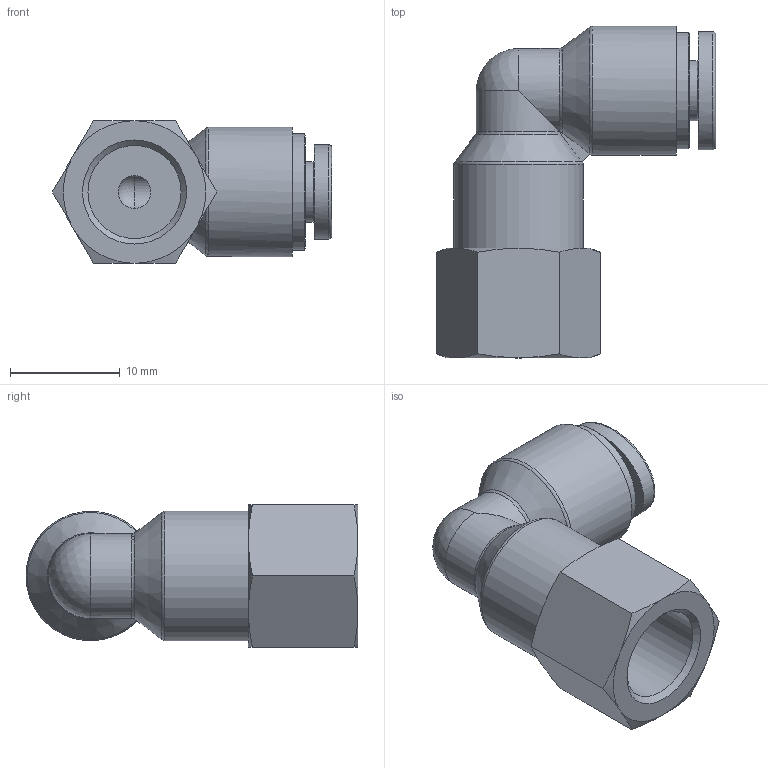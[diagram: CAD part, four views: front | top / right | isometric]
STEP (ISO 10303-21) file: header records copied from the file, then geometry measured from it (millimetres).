
FILE_DESCRIPTION((''),'2;1');
FILE_NAME('CR-PLF 04G01.stp','2020-08-25T13:38:56',('user'),(''),'Autodesk Inventor 2013','Autodesk Inventor 2013','');
FILE_SCHEMA(('AUTOMOTIVE_DESIGN { 1 0 10303 214 1 1 1 1 }'));
Length unit declared in the file: millimetre
Products named in the file (6): 조립품6; CR-PUL 04 BODY; CR-COLLAR 04; HR-Collar 04L(SUS); CR-SLEEVE 04; HR-PLF BODY 04G01
Assembly tree (5 placements, depth 3):
  조립품6
    CR-PUL 04 BODY
    CR-COLLAR 04
      HR-Collar 04L(SUS)
      CR-SLEEVE 04
    HR-PLF BODY 04G01
Bounding box: 25.51 x 30.3 x 13 mm (x, y, z)
Volume: 3234.6 mm3; surface area: 2897.2 mm2
Topology: 4 solids, 4 shells, 169 faces, 425 edges, 279 vertices
Faces by surface type: plane 104, cylinder 20, bspline 20, cone 19, torus 4, sphere 2
Full cylindrical faces by diameter (mm): 2 x1, 3 x1, 3.2 x2, 4.179 x1, 4.2 x2, 5.5 x1, 8.5 x1, 10.6 x1, 11.8 x2
Entity records: 5414 total; most frequent: CARTESIAN_POINT 1366, ORIENTED_EDGE 798, DIRECTION 790, EDGE_CURVE 399, VERTEX_POINT 273, AXIS2_PLACEMENT_3D 267, VECTOR 256, LINE 256
